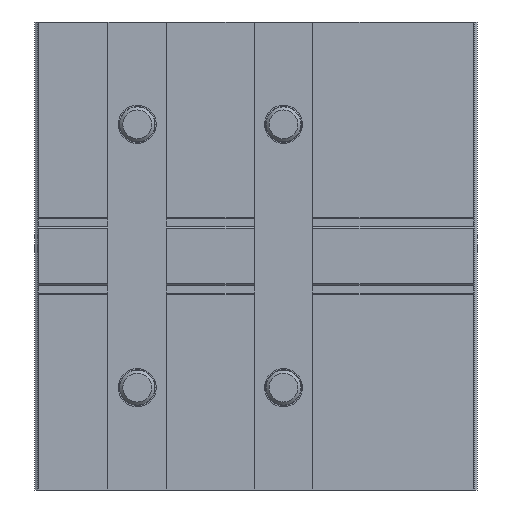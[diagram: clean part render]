
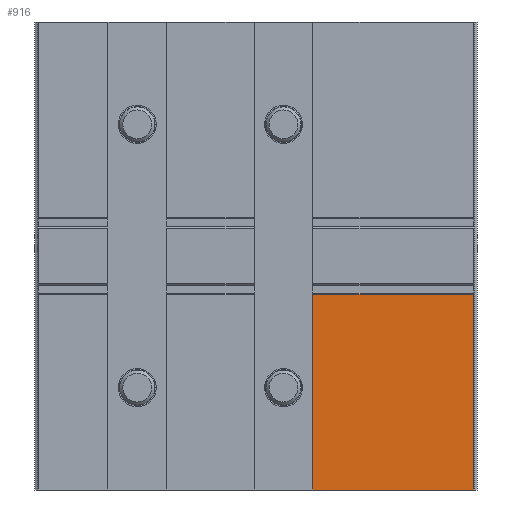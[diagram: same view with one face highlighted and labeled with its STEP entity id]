
A CAD part, front view. The second image highlights one B-rep face of the part: STEP entity #916.
In plain terms, the highlighted planar face has unit normal (0, -1, 0).
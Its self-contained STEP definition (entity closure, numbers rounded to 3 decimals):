
#280=CARTESIAN_POINT('',(150.,0.,67.));
#281=VERTEX_POINT('',#280);
#296=CARTESIAN_POINT('',(95.0,0.,67.0));
#297=VERTEX_POINT('',#296);
#304=CARTESIAN_POINT('',(150.,0.,67.));
#305=DIRECTION('',(-1.0,0.0,0.0));
#306=VECTOR('',#305,55.);
#307=LINE('',#304,#306);
#308=EDGE_CURVE('',#281,#297,#307,.T.);
#771=CARTESIAN_POINT('',(150.,0.,0.0));
#772=VERTEX_POINT('',#771);
#773=CARTESIAN_POINT('',(150.,0.,0.0));
#774=DIRECTION('',(0.0,0.0,1.0));
#775=VECTOR('',#774,67.);
#776=LINE('',#773,#775);
#777=EDGE_CURVE('',#772,#281,#776,.T.);
#893=CARTESIAN_POINT('',(150.,0.,0.0));
#894=DIRECTION('',(0.0,-1.0,0.0));
#895=DIRECTION('',(0.0,0.0,-1.0));
#896=AXIS2_PLACEMENT_3D('',#893,#894,#895);
#897=PLANE('',#896);
#898=ORIENTED_EDGE('',*,*,#308,.T.);
#899=CARTESIAN_POINT('',(95.0,0.,0.0));
#900=VERTEX_POINT('',#899);
#901=CARTESIAN_POINT('',(95.0,0.0,67.0));
#902=DIRECTION('',(0.0,0.0,-1.0));
#903=VECTOR('',#902,67.0);
#904=LINE('',#901,#903);
#905=EDGE_CURVE('',#297,#900,#904,.T.);
#906=ORIENTED_EDGE('',*,*,#905,.T.);
#907=CARTESIAN_POINT('',(95.0,0.,0.0));
#908=DIRECTION('',(1.0,0.0,0.0));
#909=VECTOR('',#908,55.0);
#910=LINE('',#907,#909);
#911=EDGE_CURVE('',#900,#772,#910,.T.);
#912=ORIENTED_EDGE('',*,*,#911,.T.);
#913=ORIENTED_EDGE('',*,*,#777,.T.);
#914=EDGE_LOOP('',(#898,#906,#912,#913));
#915=FACE_OUTER_BOUND('',#914,.T.);
#916=ADVANCED_FACE('',(#915),#897,.T.);
